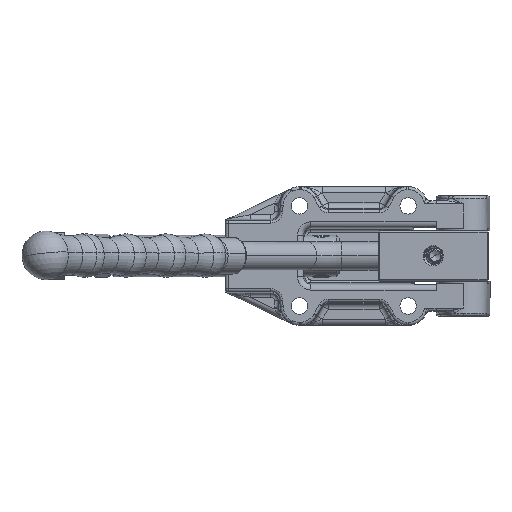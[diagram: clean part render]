
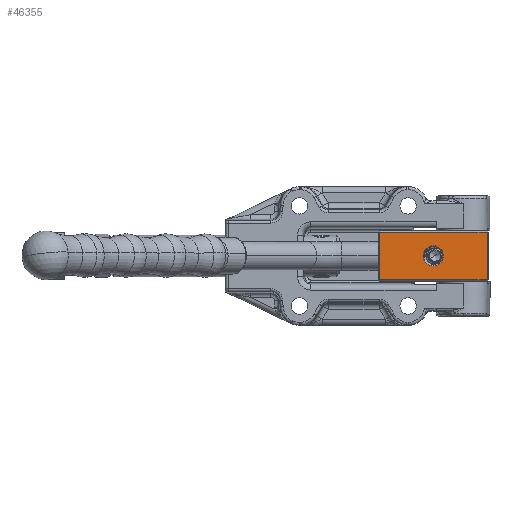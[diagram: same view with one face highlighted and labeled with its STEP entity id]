
A CAD part, top view. The second image highlights one B-rep face of the part: STEP entity #46355.
In plain terms, the highlighted face is planar.
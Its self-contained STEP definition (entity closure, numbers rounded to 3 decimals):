
#11393 = CARTESIAN_POINT ( 'NONE',  ( -21.298, 10.557, 5.1 ) ) ;
#11528 = CARTESIAN_POINT ( 'NONE',  ( -21.298, 10.557, 11.9 ) ) ;
#11529 = DIRECTION ( 'NONE',  ( 0., 0., -1. ) ) ;
#11530 = DIRECTION ( 'NONE',  ( 0., -1., 0. ) ) ;
#11531 = CARTESIAN_POINT ( 'NONE',  ( -21.298, 10.557, 8.5 ) ) ;
#11532 = AXIS2_PLACEMENT_3D ( 'NONE', #11531, #11530, #11529 ) ;
#11533 = CIRCLE ( 'NONE', #11532, 3.4 ) ;
#12676 = DIRECTION ( 'NONE',  ( 0., 0., -1. ) ) ;
#12677 = DIRECTION ( 'NONE',  ( 0., -1., 0. ) ) ;
#12678 = CARTESIAN_POINT ( 'NONE',  ( -21.298, 10.557, 8.5 ) ) ;
#12679 = AXIS2_PLACEMENT_3D ( 'NONE', #12678, #12677, #12676 ) ;
#12680 = CIRCLE ( 'NONE', #12679, 3.4 ) ;
#12960 = CARTESIAN_POINT ( 'NONE',  ( -39.298, 10.557, 0.5 ) ) ;
#12961 = DIRECTION ( 'NONE',  ( -1., 0., 0. ) ) ;
#12962 = VECTOR ( 'NONE', #12961, 1000. ) ;
#12963 = CARTESIAN_POINT ( 'NONE',  ( -39.798, 10.557, 0.5 ) ) ;
#12964 = LINE ( 'NONE', #12963, #12962 ) ;
#12965 = CARTESIAN_POINT ( 'NONE',  ( -3.298, 10.557, 0.5 ) ) ;
#12966 = DIRECTION ( 'NONE',  ( 0., 0., -1. ) ) ;
#12967 = VECTOR ( 'NONE', #12966, 1000. ) ;
#12968 = CARTESIAN_POINT ( 'NONE',  ( -3.298, 10.557, 17. ) ) ;
#12969 = LINE ( 'NONE', #12968, #12967 ) ;
#12970 = CARTESIAN_POINT ( 'NONE',  ( -3.298, 10.557, 16.5 ) ) ;
#12971 = CARTESIAN_POINT ( 'NONE',  ( -39.298, 10.557, 16.5 ) ) ;
#12972 = DIRECTION ( 'NONE',  ( 1., 0., 0. ) ) ;
#12973 = VECTOR ( 'NONE', #12972, 1000. ) ;
#12974 = CARTESIAN_POINT ( 'NONE',  ( -2.798, 10.557, 16.5 ) ) ;
#12975 = DIRECTION ( 'NONE',  ( 0., 0., -1. ) ) ;
#12976 = DIRECTION ( 'NONE',  ( 0., -1., 0. ) ) ;
#12977 = AXIS2_PLACEMENT_3D ( 'NONE', #12979, #12976, #12975 ) ;
#12978 = LINE ( 'NONE', #12974, #12973 ) ;
#12979 = CARTESIAN_POINT ( 'NONE',  ( -39.798, 10.557, 17. ) ) ;
#12980 = PLANE ( 'NONE',  #12977 ) ;
#12981 = FACE_BOUND ( 'NONE', #46422, .T. ) ;
#12982 = FACE_OUTER_BOUND ( 'NONE', #46356, .T. ) ;
#13072 = DIRECTION ( 'NONE',  ( 0., 0., 1. ) ) ;
#13073 = VECTOR ( 'NONE', #13072, 1000. ) ;
#13074 = CARTESIAN_POINT ( 'NONE',  ( -39.298, 10.557, 17. ) ) ;
#13075 = LINE ( 'NONE', #13074, #13073 ) ;
#45881 = VERTEX_POINT ( 'NONE', #11393 ) ;
#45938 = EDGE_CURVE ( 'NONE', #45939, #45881, #11533, .T. ) ;
#45939 = VERTEX_POINT ( 'NONE', #11528 ) ;
#46239 = EDGE_CURVE ( 'NONE', #45881, #45939, #12680, .T. ) ;
#46355 = ADVANCED_FACE ( 'NONE', ( #12982, #12981 ), #12980, .F. ) ;
#46356 = EDGE_LOOP ( 'NONE', ( #46357, #46361, #46364, #46367 ) ) ;
#46357 = ORIENTED_EDGE ( 'NONE', *, *, #46358, .T. ) ;
#46358 = EDGE_CURVE ( 'NONE', #46359, #46360, #12978, .T. ) ;
#46359 = VERTEX_POINT ( 'NONE', #12971 ) ;
#46360 = VERTEX_POINT ( 'NONE', #12970 ) ;
#46361 = ORIENTED_EDGE ( 'NONE', *, *, #46362, .T. ) ;
#46362 = EDGE_CURVE ( 'NONE', #46360, #46363, #12969, .T. ) ;
#46363 = VERTEX_POINT ( 'NONE', #12965 ) ;
#46364 = ORIENTED_EDGE ( 'NONE', *, *, #46365, .T. ) ;
#46365 = EDGE_CURVE ( 'NONE', #46363, #46366, #12964, .T. ) ;
#46366 = VERTEX_POINT ( 'NONE', #12960 ) ;
#46367 = ORIENTED_EDGE ( 'NONE', *, *, #46421, .T. ) ;
#46421 = EDGE_CURVE ( 'NONE', #46366, #46359, #13075, .T. ) ;
#46422 = EDGE_LOOP ( 'NONE', ( #46423, #46424 ) ) ;
#46423 = ORIENTED_EDGE ( 'NONE', *, *, #45938, .T. ) ;
#46424 = ORIENTED_EDGE ( 'NONE', *, *, #46239, .T. ) ;
